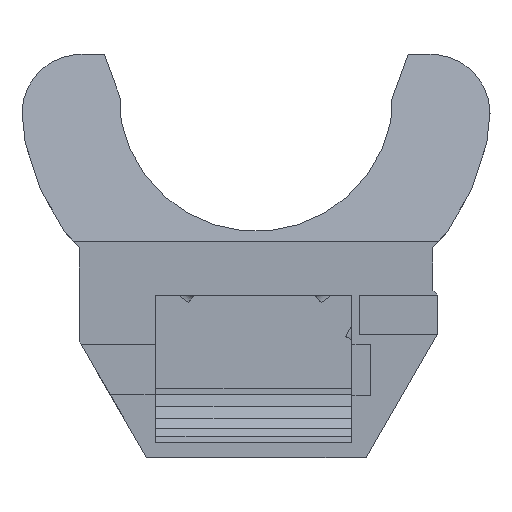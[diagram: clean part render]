
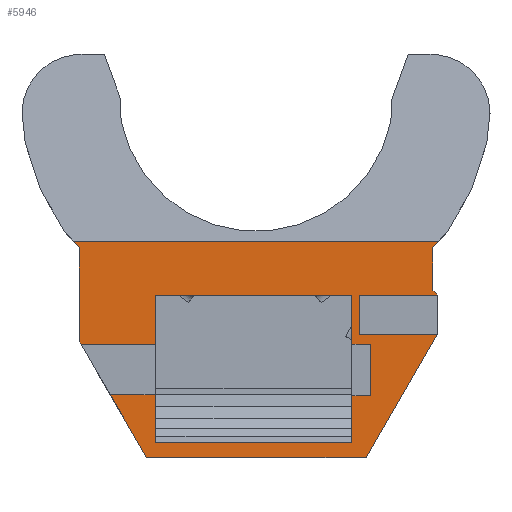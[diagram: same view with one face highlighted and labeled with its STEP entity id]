
A CAD part, top view. The second image highlights one B-rep face of the part: STEP entity #5946.
In plain terms, the highlighted planar face has unit normal (0, 0, 1).
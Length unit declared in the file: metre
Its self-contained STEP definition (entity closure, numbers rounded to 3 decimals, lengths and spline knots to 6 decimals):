
#66=LINE('',#7759,#874);
#71=LINE('',#7772,#879);
#72=LINE('',#7774,#880);
#77=LINE('',#7786,#885);
#86=LINE('',#7804,#894);
#88=LINE('',#7808,#896);
#341=LINE('',#8356,#1149);
#404=LINE('',#8488,#1212);
#411=LINE('',#8501,#1219);
#470=LINE('',#8627,#1278);
#559=LINE('',#8804,#1367);
#574=LINE('',#8833,#1382);
#609=LINE('',#8900,#1417);
#665=LINE('',#9032,#1473);
#667=LINE('',#9036,#1475);
#669=LINE('',#9040,#1477);
#672=LINE('',#9045,#1480);
#677=LINE('',#9057,#1485);
#700=LINE('',#9103,#1508);
#814=LINE('',#9299,#1622);
#815=LINE('',#9301,#1623);
#817=LINE('',#9304,#1625);
#868=LINE('',#9457,#1676);
#869=LINE('',#9458,#1677);
#870=LINE('',#9460,#1678);
#871=LINE('',#9461,#1679);
#874=VECTOR('',#6296,1.);
#879=VECTOR('',#6305,1.);
#880=VECTOR('',#6308,1.);
#885=VECTOR('',#6315,1.);
#894=VECTOR('',#6330,1.);
#896=VECTOR('',#6334,1.);
#1149=VECTOR('',#6665,1.);
#1212=VECTOR('',#6760,1.);
#1219=VECTOR('',#6771,1.);
#1278=VECTOR('',#6878,1.);
#1367=VECTOR('',#7005,1.);
#1382=VECTOR('',#7032,1.);
#1417=VECTOR('',#7095,1.);
#1473=VECTOR('',#7235,1.);
#1475=VECTOR('',#7239,1.);
#1477=VECTOR('',#7243,1.);
#1480=VECTOR('',#7246,1.);
#1485=VECTOR('',#7259,1.);
#1508=VECTOR('',#7300,1.);
#1622=VECTOR('',#7494,1.);
#1623=VECTOR('',#7497,1.);
#1625=VECTOR('',#7501,1.);
#1676=VECTOR('',#7740,1.);
#1677=VECTOR('',#7741,1.);
#1678=VECTOR('',#7744,1.);
#1679=VECTOR('',#7745,1.);
#3361=ORIENTED_EDGE('',*,*,#4264,.F.);
#3362=ORIENTED_EDGE('',*,*,#3414,.T.);
#3363=ORIENTED_EDGE('',*,*,#4263,.T.);
#3364=ORIENTED_EDGE('',*,*,#3834,.T.);
#3365=ORIENTED_EDGE('',*,*,#4203,.F.);
#3366=ORIENTED_EDGE('',*,*,#4047,.F.);
#3367=ORIENTED_EDGE('',*,*,#3942,.T.);
#3368=ORIENTED_EDGE('',*,*,#3407,.F.);
#3369=ORIENTED_EDGE('',*,*,#3700,.F.);
#3370=ORIENTED_EDGE('',*,*,#3413,.T.);
#3371=ORIENTED_EDGE('',*,*,#4049,.T.);
#3372=ORIENTED_EDGE('',*,*,#4200,.T.);
#3373=ORIENTED_EDGE('',*,*,#4201,.T.);
#3374=ORIENTED_EDGE('',*,*,#3927,.F.);
#3375=ORIENTED_EDGE('',*,*,#3978,.T.);
#3376=ORIENTED_EDGE('',*,*,#4085,.F.);
#3377=ORIENTED_EDGE('',*,*,#4262,.T.);
#3378=ORIENTED_EDGE('',*,*,#3772,.F.);
#3379=ORIENTED_EDGE('',*,*,#4265,.F.);
#3380=ORIENTED_EDGE('',*,*,#4061,.T.);
#3381=ORIENTED_EDGE('',*,*,#4051,.T.);
#3382=ORIENTED_EDGE('',*,*,#3430,.T.);
#3383=ORIENTED_EDGE('',*,*,#3428,.T.);
#3384=ORIENTED_EDGE('',*,*,#3419,.F.);
#3385=ORIENTED_EDGE('',*,*,#4054,.T.);
#3386=ORIENTED_EDGE('',*,*,#3765,.T.);
#3407=EDGE_CURVE('',#4269,#4270,#66,.T.);
#3413=EDGE_CURVE('',#4272,#4275,#71,.T.);
#3414=EDGE_CURVE('',#4276,#4277,#72,.T.);
#3419=EDGE_CURVE('',#4281,#4282,#77,.T.);
#3428=EDGE_CURVE('',#4288,#4282,#86,.T.);
#3430=EDGE_CURVE('',#4289,#4288,#88,.T.);
#3700=EDGE_CURVE('',#4272,#4269,#341,.T.);
#3765=EDGE_CURVE('',#4590,#4589,#404,.T.);
#3772=EDGE_CURVE('',#4594,#4595,#411,.T.);
#3834=EDGE_CURVE('',#4637,#4638,#470,.T.);
#3927=EDGE_CURVE('',#4705,#4706,#559,.T.);
#3942=EDGE_CURVE('',#4714,#4270,#574,.T.);
#3978=EDGE_CURVE('',#4705,#4731,#609,.T.);
#4047=EDGE_CURVE('',#4714,#4766,#665,.T.);
#4049=EDGE_CURVE('',#4275,#4767,#667,.T.);
#4051=EDGE_CURVE('',#4768,#4289,#669,.T.);
#4054=EDGE_CURVE('',#4281,#4590,#672,.T.);
#4061=EDGE_CURVE('',#4773,#4768,#677,.T.);
#4085=EDGE_CURVE('',#4786,#4731,#700,.T.);
#4200=EDGE_CURVE('',#4767,#4828,#814,.T.);
#4201=EDGE_CURVE('',#4828,#4706,#815,.T.);
#4203=EDGE_CURVE('',#4766,#4638,#817,.T.);
#4262=EDGE_CURVE('',#4786,#4595,#868,.T.);
#4263=EDGE_CURVE('',#4277,#4637,#869,.T.);
#4264=EDGE_CURVE('',#4276,#4589,#870,.T.);
#4265=EDGE_CURVE('',#4773,#4594,#871,.T.);
#4269=VERTEX_POINT('',#7758);
#4270=VERTEX_POINT('',#7760);
#4272=VERTEX_POINT('',#7766);
#4275=VERTEX_POINT('',#7771);
#4276=VERTEX_POINT('',#7775);
#4277=VERTEX_POINT('',#7776);
#4281=VERTEX_POINT('',#7785);
#4282=VERTEX_POINT('',#7787);
#4288=VERTEX_POINT('',#7805);
#4289=VERTEX_POINT('',#7809);
#4589=VERTEX_POINT('',#8487);
#4590=VERTEX_POINT('',#8489);
#4594=VERTEX_POINT('',#8502);
#4595=VERTEX_POINT('',#8503);
#4637=VERTEX_POINT('',#8628);
#4638=VERTEX_POINT('',#8629);
#4705=VERTEX_POINT('',#8803);
#4706=VERTEX_POINT('',#8805);
#4714=VERTEX_POINT('',#8834);
#4731=VERTEX_POINT('',#8899);
#4766=VERTEX_POINT('',#9033);
#4767=VERTEX_POINT('',#9037);
#4768=VERTEX_POINT('',#9041);
#4773=VERTEX_POINT('',#9058);
#4786=VERTEX_POINT('',#9102);
#4828=VERTEX_POINT('',#9298);
#5142=EDGE_LOOP('',(#3361,#3362,#3363,#3364,#3365,#3366,#3367,#3368,#3369,
#3370,#3371,#3372,#3373,#3374,#3375,#3376,#3377,#3378,#3379,#3380,#3381,
#3382,#3383,#3384,#3385,#3386));
#5423=FACE_BOUND('',#5142,.T.);
#5672=PLANE('',#6285);
#5946=ADVANCED_FACE('',(#5423),#5672,.T.);
#6285=AXIS2_PLACEMENT_3D('',#9459,#7742,#7743);
#6296=DIRECTION('',(1.,0.,0.));
#6305=DIRECTION('',(1.,0.,0.));
#6308=DIRECTION('',(-1.,0.,0.));
#6315=DIRECTION('',(1.,0.,0.));
#6330=DIRECTION('',(0.,-1.,0.));
#6334=DIRECTION('',(1.,0.,0.));
#6665=DIRECTION('',(0.,-1.,0.));
#6760=DIRECTION('',(-1.,0.,0.));
#6771=DIRECTION('',(-1.,0.,0.));
#6878=DIRECTION('',(1.,0.,0.));
#7005=DIRECTION('',(1.,0.,0.));
#7032=DIRECTION('',(0.,1.,0.));
#7095=DIRECTION('',(0.669,-0.743,0.));
#7235=DIRECTION('',(-0.866,-0.5,0.));
#7239=DIRECTION('',(-0.707,0.707,0.));
#7243=DIRECTION('',(0.,-1.,0.));
#7246=DIRECTION('',(0.,-1.,0.));
#7259=DIRECTION('',(1.,0.,0.));
#7300=DIRECTION('',(0.,1.,0.));
#7494=DIRECTION('',(0.,1.,0.));
#7497=DIRECTION('',(0.669,0.743,0.));
#7501=DIRECTION('',(-0.5,-0.866,0.));
#7740=DIRECTION('',(0.5,-0.866,0.));
#7741=DIRECTION('',(0.5,-0.866,0.));
#7742=DIRECTION('',(0.,0.,1.));
#7743=DIRECTION('',(1.,0.,0.));
#7744=DIRECTION('',(0.,-1.,0.));
#7745=DIRECTION('',(0.,-1.,0.));
#7758=CARTESIAN_POINT('',(0.0105,-0.0395,-0.044));
#7759=CARTESIAN_POINT('',(0.,-0.0395,-0.044));
#7760=CARTESIAN_POINT('',(0.0185,-0.0395,-0.044));
#7766=CARTESIAN_POINT('',(0.0105,-0.0355,-0.044));
#7771=CARTESIAN_POINT('',(0.0185,-0.0355,-0.044));
#7772=CARTESIAN_POINT('',(-0.01025,-0.0355,-0.044));
#7774=CARTESIAN_POINT('',(-0.013149,-0.04562,-0.044));
#7775=CARTESIAN_POINT('',(-0.01025,-0.04562,-0.044));
#7776=CARTESIAN_POINT('',(-0.014823,-0.04562,-0.044));
#7785=CARTESIAN_POINT('',(0.00975,-0.04575,-0.044));
#7786=CARTESIAN_POINT('',(0.000706,-0.04575,-0.044));
#7787=CARTESIAN_POINT('',(0.011661,-0.04575,-0.044));
#7804=CARTESIAN_POINT('',(0.011661,-0.042,-0.044));
#7805=CARTESIAN_POINT('',(0.011661,-0.0405,-0.044));
#7808=CARTESIAN_POINT('',(0.,-0.0405,-0.044));
#7809=CARTESIAN_POINT('',(0.00975,-0.0405,-0.044));
#8356=CARTESIAN_POINT('',(0.0105,-0.035566,-0.044));
#8487=CARTESIAN_POINT('',(-0.01025,-0.0505,-0.044));
#8488=CARTESIAN_POINT('',(0.000004,-0.0505,-0.044));
#8489=CARTESIAN_POINT('',(0.00975,-0.0505,-0.044));
#8501=CARTESIAN_POINT('',(-0.014125,-0.0405,-0.044));
#8502=CARTESIAN_POINT('',(-0.01025,-0.0405,-0.044));
#8503=CARTESIAN_POINT('',(-0.017779,-0.0405,-0.044));
#8627=CARTESIAN_POINT('',(-0.018,-0.052,-0.044));
#8628=CARTESIAN_POINT('',(-0.01114,-0.052,-0.044));
#8629=CARTESIAN_POINT('',(0.0112,-0.052,-0.044));
#8803=CARTESIAN_POINT('',(-0.018612,-0.03,-0.044));
#8804=CARTESIAN_POINT('',(-0.025,-0.03,-0.044));
#8805=CARTESIAN_POINT('',(0.018612,-0.03,-0.044));
#8833=CARTESIAN_POINT('',(0.0185,-0.0405,-0.044));
#8834=CARTESIAN_POINT('',(0.0185,-0.039501,-0.044));
#8899=CARTESIAN_POINT('',(-0.018,-0.03068,-0.044));
#8900=CARTESIAN_POINT('',(-0.019416,-0.029107,-0.044));
#9032=CARTESIAN_POINT('',(0.018374,-0.039574,-0.044));
#9033=CARTESIAN_POINT('',(0.018374,-0.039574,-0.044));
#9036=CARTESIAN_POINT('',(0.0185,-0.0355,-0.044));
#9037=CARTESIAN_POINT('',(0.018,-0.035,-0.044));
#9040=CARTESIAN_POINT('',(0.00975,-0.030631,-0.044));
#9041=CARTESIAN_POINT('',(0.00975,-0.0355,-0.044));
#9045=CARTESIAN_POINT('',(0.00975,-0.030631,-0.044));
#9057=CARTESIAN_POINT('',(-0.005125,-0.0355,-0.044));
#9058=CARTESIAN_POINT('',(-0.01025,-0.0355,-0.044));
#9102=CARTESIAN_POINT('',(-0.018,-0.040118,-0.044));
#9103=CARTESIAN_POINT('',(-0.018,-0.052,-0.044));
#9298=CARTESIAN_POINT('',(0.018,-0.03068,-0.044));
#9299=CARTESIAN_POINT('',(0.018,-0.052,-0.044));
#9301=CARTESIAN_POINT('',(0.016059,-0.032835,-0.044));
#9304=CARTESIAN_POINT('',(0.014426,-0.046412,-0.044));
#9457=CARTESIAN_POINT('',(-0.014374,-0.046399,-0.044));
#9458=CARTESIAN_POINT('',(-0.014374,-0.046399,-0.044));
#9459=CARTESIAN_POINT('',(0.,-0.030631,-0.044));
#9460=CARTESIAN_POINT('',(-0.01025,-0.040816,-0.044));
#9461=CARTESIAN_POINT('',(-0.01025,-0.040816,-0.044));
